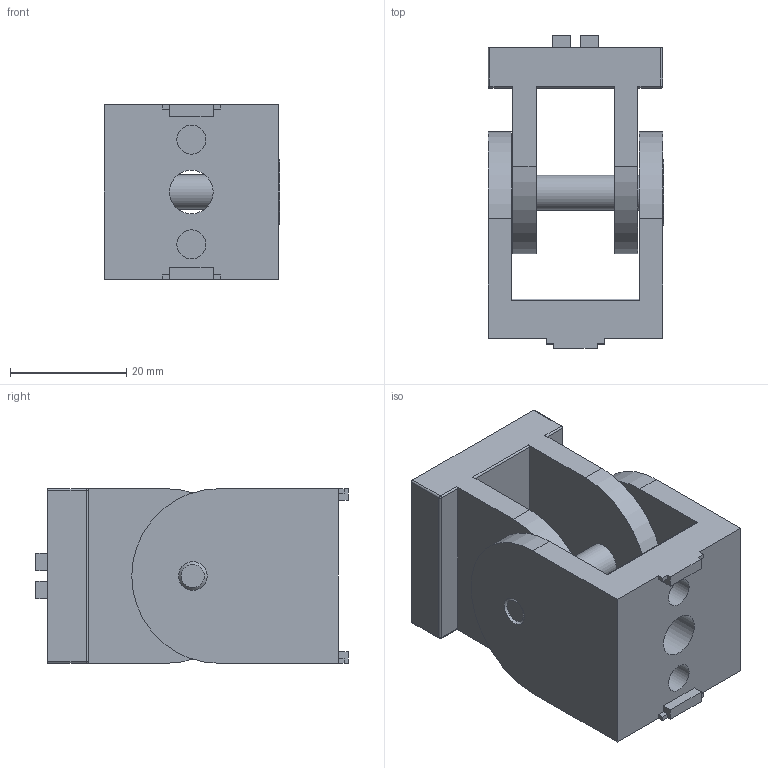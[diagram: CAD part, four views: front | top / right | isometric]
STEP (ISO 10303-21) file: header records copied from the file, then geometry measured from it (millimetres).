
FILE_DESCRIPTION(('STEP AP214'), '1');
FILE_NAME('Øàðíèð 30õ30', '2022-12-21T09:10:26', ('tega'), (''), 'ASCON STEP Converter 1.6', 'ASCON Math Kernel', '');
FILE_SCHEMA(('AUTOMOTIVE_DESIGN { 1 0 10303 214 3 1 1}'));
Length unit declared in the file: millimetre
Products named in the file (4): 001; 002
Assembly tree (3 placements, depth 3):
  (unnamed)
    001
      (unnamed)
    002
Bounding box: 30.22 x 53.7 x 30 mm (x, y, z)
Volume: 24089.4 mm3; surface area: 13315.5 mm2
Topology: 3 solids, 3 shells, 98 faces, 263 edges, 169 vertices
Faces by surface type: plane 60, cylinder 28, cone 4, sphere 4, torus 2
Full cylindrical faces by diameter (mm): 4.917 x1, 5 x2, 6 x4, 7.5 x1, 8 x1, 11.34 x1
Entity records: 4213 total; most frequent: CARTESIAN_POINT 724, DIRECTION 520, ORIENTED_EDGE 488, EDGE_CURVE 244, AXIS2_PLACEMENT_3D 177, VERTEX_POINT 166, LINE 166, VECTOR 166
